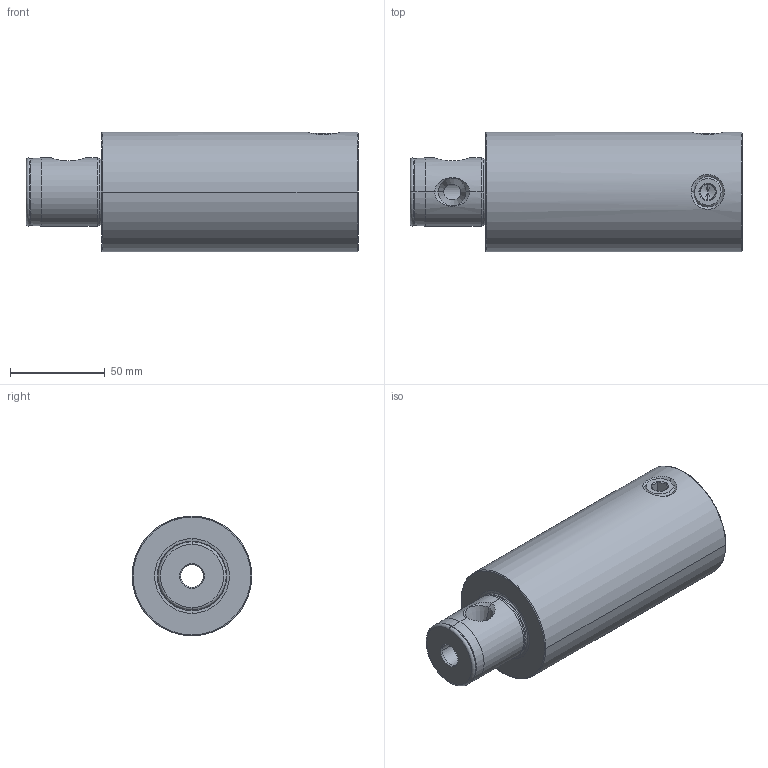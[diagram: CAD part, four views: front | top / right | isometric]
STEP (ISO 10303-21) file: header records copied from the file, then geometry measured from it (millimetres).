
FILE_DESCRIPTION (( 'STEP AP214' ), '1' );
FILE_NAME ('WH6-WH6.001.135.STEP', '2015-09-25T12:19:41', ( 'SWIAdmin' ), ( 'Hewlett-Packard Company' ), 'SwSTEP 2.0', 'SolidWorks 2015', '' );
FILE_SCHEMA (( 'AUTOMOTIVE_DESIGN' ));
Length unit declared in the file: millimetre
Products named in the file (3): WH6-ER1.001.021; WH6-WH6.001.135_A; WH6-WH6.001.135
Assembly tree (3 placements, depth 2):
  WH6-WH6.001.135
    WH6-WH6.001.135_A
    WH6-ER1.001.021  x2
Bounding box: 175 x 63 x 63 mm (x, y, z)
Volume: 402735.5 mm3; surface area: 50753.1 mm2
Topology: 3 solids, 3 shells, 130 faces, 298 edges, 170 vertices
Faces by surface type: cone 46, plane 32, torus 24, cylinder 24, bspline 4
Entity records: 4097 total; most frequent: CARTESIAN_POINT 1738, DIRECTION 493, ORIENTED_EDGE 438, EDGE_CURVE 219, AXIS2_PLACEMENT_3D 206, VERTEX_POINT 125, CIRCLE 107, EDGE_LOOP 106
